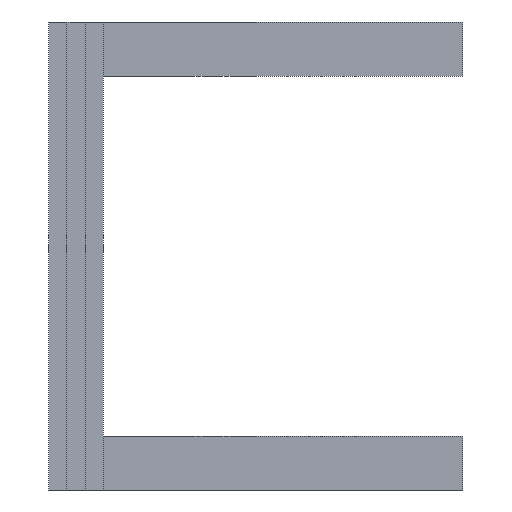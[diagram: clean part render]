
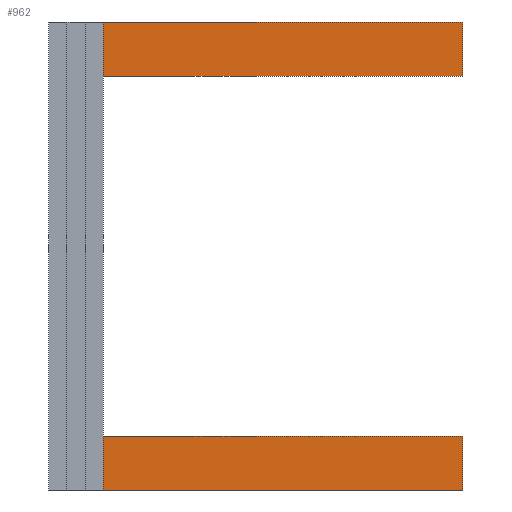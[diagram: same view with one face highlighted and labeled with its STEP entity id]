
A CAD part, left-side view. The second image highlights one B-rep face of the part: STEP entity #962.
In plain terms, the highlighted planar face has unit normal (-1, 0, 0).
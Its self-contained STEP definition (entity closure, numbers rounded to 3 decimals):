
#16 = VECTOR ( 'NONE', #717, 1000. ) ;
#48 = VECTOR ( 'NONE', #540, 1000. ) ;
#55 = LINE ( 'NONE', #1303, #16 ) ;
#57 = VERTEX_POINT ( 'NONE', #90 ) ;
#58 = VECTOR ( 'NONE', #822, 1000. ) ;
#86 = EDGE_CURVE ( 'NONE', #1087, #721, #1211, .T. ) ;
#90 = CARTESIAN_POINT ( 'NONE',  ( -650., 1000., 500. ) ) ;
#115 = EDGE_LOOP ( 'NONE', ( #1068, #748, #1192, #1179, #237, #300, #1205, #744 ) ) ;
#130 = CARTESIAN_POINT ( 'NONE',  ( -650., 1050., -650. ) ) ;
#153 = DIRECTION ( 'NONE',  ( 0., 0., 1. ) ) ;
#173 = VERTEX_POINT ( 'NONE', #847 ) ;
#237 = ORIENTED_EDGE ( 'NONE', *, *, #917, .T. ) ;
#257 = CARTESIAN_POINT ( 'NONE',  ( -650., 0., -500. ) ) ;
#300 = ORIENTED_EDGE ( 'NONE', *, *, #86, .F. ) ;
#313 = CARTESIAN_POINT ( 'NONE',  ( -650., 1050., -650. ) ) ;
#323 = VECTOR ( 'NONE', #1252, 1000. ) ;
#358 = CARTESIAN_POINT ( 'NONE',  ( -650., 1000., -500. ) ) ;
#394 = LINE ( 'NONE', #1296, #398 ) ;
#398 = VECTOR ( 'NONE', #648, 1000. ) ;
#404 = EDGE_CURVE ( 'NONE', #1214, #57, #394, .T. ) ;
#453 = CARTESIAN_POINT ( 'NONE',  ( -650., 0., -650. ) ) ;
#458 = LINE ( 'NONE', #453, #1309 ) ;
#508 = DIRECTION ( 'NONE',  ( 0., -1., 0. ) ) ;
#540 = DIRECTION ( 'NONE',  ( 0., 0., 1. ) ) ;
#547 = VECTOR ( 'NONE', #627, 1000. ) ;
#554 = LINE ( 'NONE', #313, #547 ) ;
#582 = EDGE_CURVE ( 'NONE', #173, #718, #458, .T. ) ;
#592 = VERTEX_POINT ( 'NONE', #130 ) ;
#611 = CARTESIAN_POINT ( 'NONE',  ( -650., 1000., 500. ) ) ;
#616 = PLANE ( 'NONE',  #749 ) ;
#627 = DIRECTION ( 'NONE',  ( 0., 0., 1. ) ) ;
#648 = DIRECTION ( 'NONE',  ( 0., 0., 1. ) ) ;
#668 = CARTESIAN_POINT ( 'NONE',  ( -650., 0., 650. ) ) ;
#703 = VERTEX_POINT ( 'NONE', #1083 ) ;
#717 = DIRECTION ( 'NONE',  ( 0., -1., 0. ) ) ;
#718 = VERTEX_POINT ( 'NONE', #257 ) ;
#721 = VERTEX_POINT ( 'NONE', #668 ) ;
#722 = EDGE_CURVE ( 'NONE', #57, #703, #883, .T. ) ;
#744 = ORIENTED_EDGE ( 'NONE', *, *, #1040, .T. ) ;
#748 = ORIENTED_EDGE ( 'NONE', *, *, #1060, .F. ) ;
#749 = AXIS2_PLACEMENT_3D ( 'NONE', #844, #954, #1053 ) ;
#784 = CARTESIAN_POINT ( 'NONE',  ( -650., 0., 650. ) ) ;
#822 = DIRECTION ( 'NONE',  ( 0., -1., 0. ) ) ;
#844 = CARTESIAN_POINT ( 'NONE',  ( -650., 1000., -650. ) ) ;
#847 = CARTESIAN_POINT ( 'NONE',  ( -650., 0., -650. ) ) ;
#883 = LINE ( 'NONE', #611, #1322 ) ;
#917 = EDGE_CURVE ( 'NONE', #703, #721, #941, .T. ) ;
#923 = FACE_OUTER_BOUND ( 'NONE', #115, .T. ) ;
#925 = CARTESIAN_POINT ( 'NONE',  ( -650., 1000., -500. ) ) ;
#927 = LINE ( 'NONE', #925, #58 ) ;
#941 = LINE ( 'NONE', #784, #48 ) ;
#954 = DIRECTION ( 'NONE',  ( 1., 0., 0. ) ) ;
#962 = ADVANCED_FACE ( 'NONE', ( #923 ), #616, .F. ) ;
#991 = CARTESIAN_POINT ( 'NONE',  ( -650., 1000., 650. ) ) ;
#1040 = EDGE_CURVE ( 'NONE', #592, #173, #55, .T. ) ;
#1053 = DIRECTION ( 'NONE',  ( 0., 0., -1. ) ) ;
#1060 = EDGE_CURVE ( 'NONE', #1214, #718, #927, .T. ) ;
#1068 = ORIENTED_EDGE ( 'NONE', *, *, #582, .T. ) ;
#1083 = CARTESIAN_POINT ( 'NONE',  ( -650., 0., 500. ) ) ;
#1087 = VERTEX_POINT ( 'NONE', #1220 ) ;
#1179 = ORIENTED_EDGE ( 'NONE', *, *, #722, .T. ) ;
#1188 = EDGE_CURVE ( 'NONE', #592, #1087, #554, .T. ) ;
#1192 = ORIENTED_EDGE ( 'NONE', *, *, #404, .T. ) ;
#1205 = ORIENTED_EDGE ( 'NONE', *, *, #1188, .F. ) ;
#1211 = LINE ( 'NONE', #991, #323 ) ;
#1214 = VERTEX_POINT ( 'NONE', #358 ) ;
#1220 = CARTESIAN_POINT ( 'NONE',  ( -650., 1050., 650. ) ) ;
#1252 = DIRECTION ( 'NONE',  ( 0., -1., 0. ) ) ;
#1296 = CARTESIAN_POINT ( 'NONE',  ( -650., 1000., -650. ) ) ;
#1303 = CARTESIAN_POINT ( 'NONE',  ( -650., 1000., -650. ) ) ;
#1309 = VECTOR ( 'NONE', #153, 1000. ) ;
#1322 = VECTOR ( 'NONE', #508, 1000. ) ;
